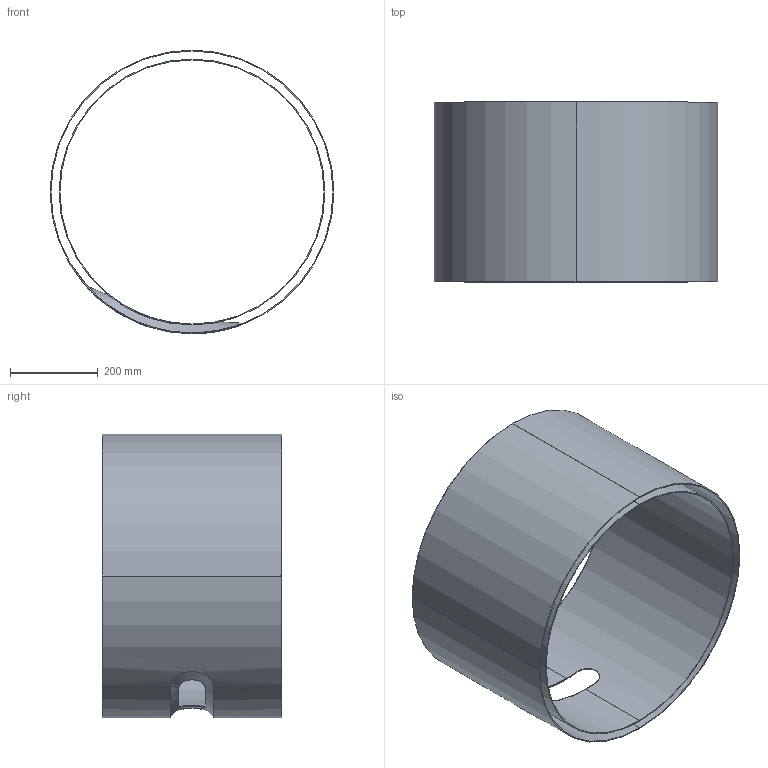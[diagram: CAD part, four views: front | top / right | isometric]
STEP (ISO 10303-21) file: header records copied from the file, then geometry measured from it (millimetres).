
FILE_DESCRIPTION (( 'STEP AP203' ), '1' );
FILE_NAME ('BG Mantel Rev2.STEP', '2012-07-03T05:10:25', ( 'etklappt' ), ( '' ), 'SwSTEP 2.0', 'SolidWorks 2012', '' );
FILE_SCHEMA (( 'CONFIG_CONTROL_DESIGN' ));
Length unit declared in the file: millimetre
Products named in the file (3): BG Mantel Rev2; Teil5; Mantel
Assembly tree (2 placements, depth 2):
  BG Mantel Rev2
    Mantel
    Teil5
Bounding box: 646 x 409 x 646 mm (x, y, z)
Volume: 3134041.9 mm3; surface area: 3172704.7 mm2
Topology: 3 solids, 3 shells, 34 faces, 96 edges, 64 vertices
Faces by surface type: cylinder 12, plane 12, bspline 10
Entity records: 5730 total; most frequent: CARTESIAN_POINT 4584, ORIENTED_EDGE 192, DIRECTION 166, EDGE_CURVE 96, AXIS2_PLACEMENT_3D 69, VERTEX_POINT 64, CIRCLE 40, FACE_OUTER_BOUND 34
